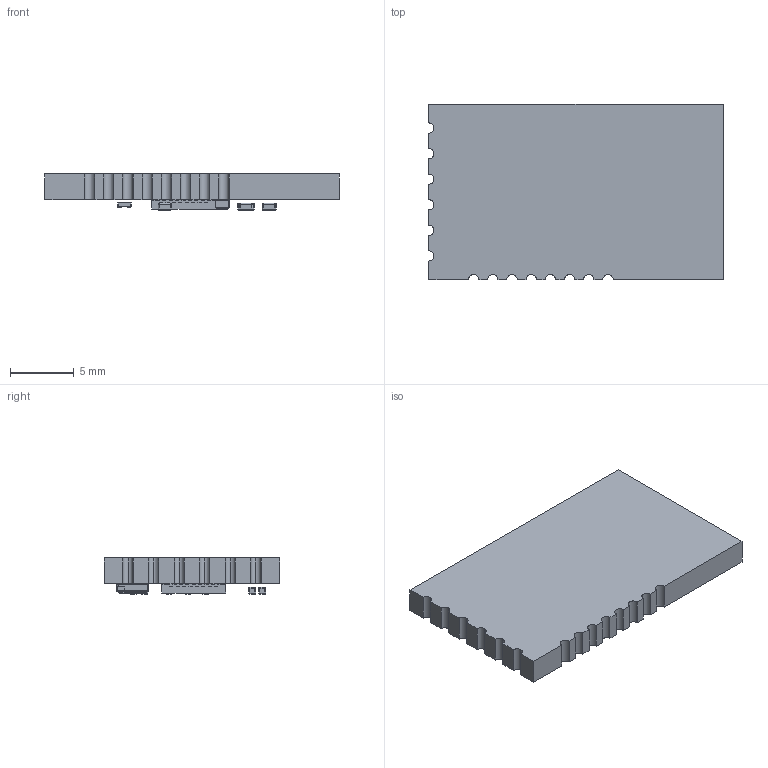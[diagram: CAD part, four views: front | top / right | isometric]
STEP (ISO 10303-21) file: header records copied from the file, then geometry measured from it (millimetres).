
FILE_DESCRIPTION (( 'STEP AP214' ), '1' );
FILE_NAME ('Ñáîðêà1.STEP', '2019-01-30T06:23:14', ( 'user' ), ( '' ), 'SwSTEP 2.0', 'SolidWorks 2017', '' );
FILE_SCHEMA (( 'AUTOMOTIVE_DESIGN' ));
Length unit declared in the file: inch
Products named in the file (14): User Library-JDY-10_CAPC-0402-T0.55-BN-4; User Library-JDY-10_CAPC-0402-T0.55-BN-3; User Library-JDY-10_CAPC-0402-T0.55-BN-2; User Library-JDY-10_CAPC-0402-T0.55-BN-1; User Library-JDY-10_CAPC-0402-T0.55-BN; User Library-JDY-10_SOLID; 櫻蠉錪1^User Library-JDY-10; User Library-JDY-10_Designator2; 栖闉罻1; User Library-JDY-10_QFN-32UH; User Library-JDY-10_CRYSTAL_3.2X2.5; User Library-JDY-10_COMPOUND_2; User Library-JDY-10_CAPC-0402-T0.55-BN-6; User Library-JDY-10_CAPC-0402-T0.55-BN-5
Assembly tree (19 placements, depth 3):
  栖闉罻1
    櫻蠉錪1^User Library-JDY-10
    User Library-JDY-10_CAPC-0402-T0.55-BN
      User Library-JDY-10_SOLID
    User Library-JDY-10_CAPC-0402-T0.55-BN-1
      User Library-JDY-10_SOLID
    User Library-JDY-10_CAPC-0402-T0.55-BN-2
      User Library-JDY-10_SOLID
    User Library-JDY-10_CAPC-0402-T0.55-BN-3
      User Library-JDY-10_SOLID
    User Library-JDY-10_CAPC-0402-T0.55-BN-4
      User Library-JDY-10_SOLID
    User Library-JDY-10_CAPC-0402-T0.55-BN-5
      User Library-JDY-10_SOLID
    User Library-JDY-10_CAPC-0402-T0.55-BN-6
      User Library-JDY-10_SOLID
    User Library-JDY-10_COMPOUND_2
    User Library-JDY-10_CRYSTAL_3.2X2.5
    User Library-JDY-10_Designator2
      User Library-JDY-10_QFN-32UH
Bounding box: 23 x 13.7 x 2.83 mm (x, y, z)
Volume: 650.1 mm3; surface area: 929.6 mm2
Topology: 19 solids, 19 shells, 566 faces, 1462 edges, 880 vertices
Faces by surface type: plane 332, cylinder 174, bspline 60
Entity records: 13797 total; most frequent: CARTESIAN_POINT 2466, ORIENTED_EDGE 2236, DIRECTION 2170, EDGE_CURVE 1118, VECTOR 906, LINE 906, VERTEX_POINT 736, AXIS2_PLACEMENT_3D 632
